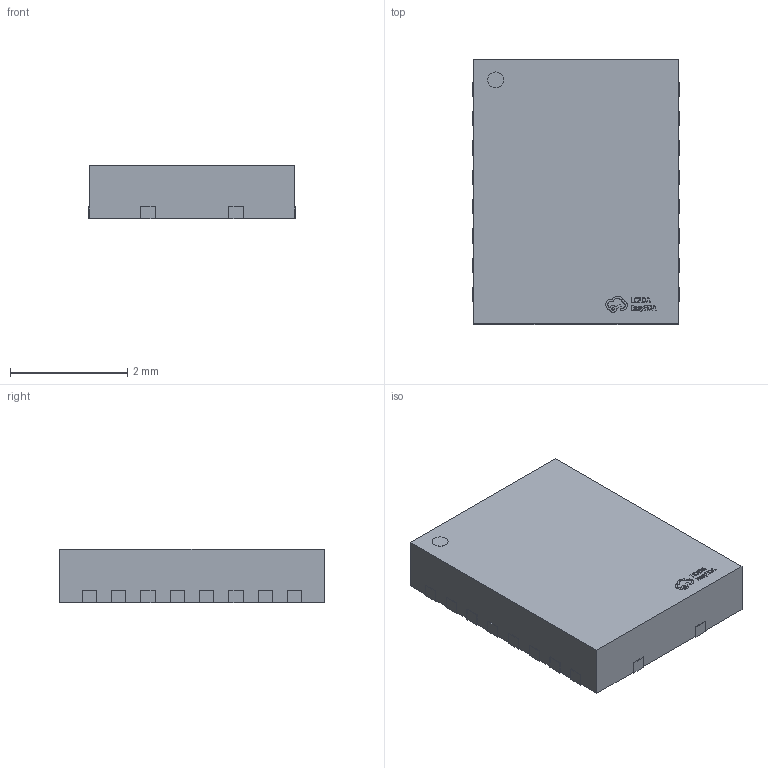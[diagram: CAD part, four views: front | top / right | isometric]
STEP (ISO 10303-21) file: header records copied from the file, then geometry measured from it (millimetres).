
FILE_DESCRIPTION (( 'STEP AP214' ), '1' );
FILE_NAME ('VQFN-20_L4.6-W3.6-H0.9-P0.50-BL-EP.step', '2022-07-15T04:09:46', ( '' ), ( '' ), 'SwSTEP 2.0', 'SolidWorks 2020', '' );
FILE_SCHEMA (( 'AUTOMOTIVE_DESIGN' ));
Length unit declared in the file: millimetre
Products named in the file (1): VQFN-20_L4.6-W3.6-H0.9-P0.50-BL-EP
Bounding box: 3.52 x 4.52 x 0.91 mm (x, y, z)
Volume: 14.3 mm3; surface area: 46.5 mm2
Topology: 14 solids, 14 shells, 433 faces, 1188 edges, 792 vertices
Faces by surface type: plane 291, bspline 112, cylinder 30
Entity records: 19752 total; most frequent: CARTESIAN_POINT 4518, ORIENTED_EDGE 2376, DIRECTION 1664, EDGE_CURVE 1188, VECTOR 900, LINE 900, VERTEX_POINT 792, EDGE_LOOP 454
